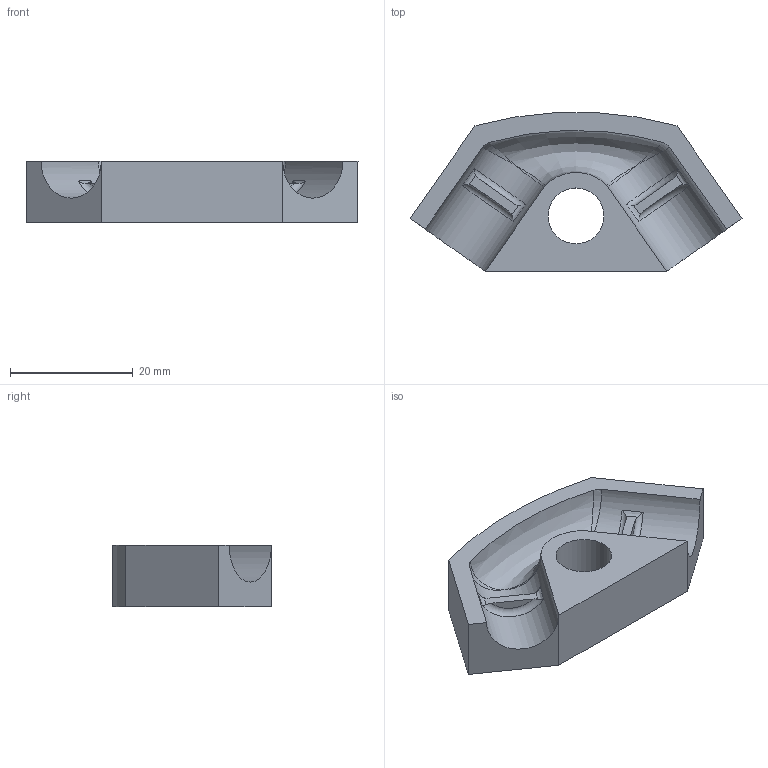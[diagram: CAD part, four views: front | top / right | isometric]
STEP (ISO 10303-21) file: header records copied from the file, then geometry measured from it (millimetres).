
FILE_DESCRIPTION( ( 'STEP AP203' ), '1' );
FILE_NAME( ' ', ' ', ( ' ' ), ( ' ' ), 'PSStep 10.0', ' ', ' ' );
FILE_SCHEMA( ( 'CONFIG_CONTROL_DESIGN' ) );
Length unit declared in the file: millimetre
Products named in the file (1): 1
Bounding box: 54.2 x 25.91 x 10 mm (x, y, z)
Volume: 7408.9 mm3; surface area: 3921.1 mm2
Topology: 1 solids, 1 shells, 31 faces, 83 edges, 56 vertices
Faces by surface type: plane 14, bspline 9, cylinder 4, torus 4
Full cylindrical faces by diameter (mm): 9.1 x1
Entity records: 3089 total; most frequent: CARTESIAN_POINT 2366, ORIENTED_EDGE 164, DIRECTION 102, EDGE_CURVE 82, VERTEX_POINT 56, B_SPLINE_CURVE_WITH_KNOTS 42, AXIS2_PLACEMENT_3D 39, EDGE_LOOP 36
